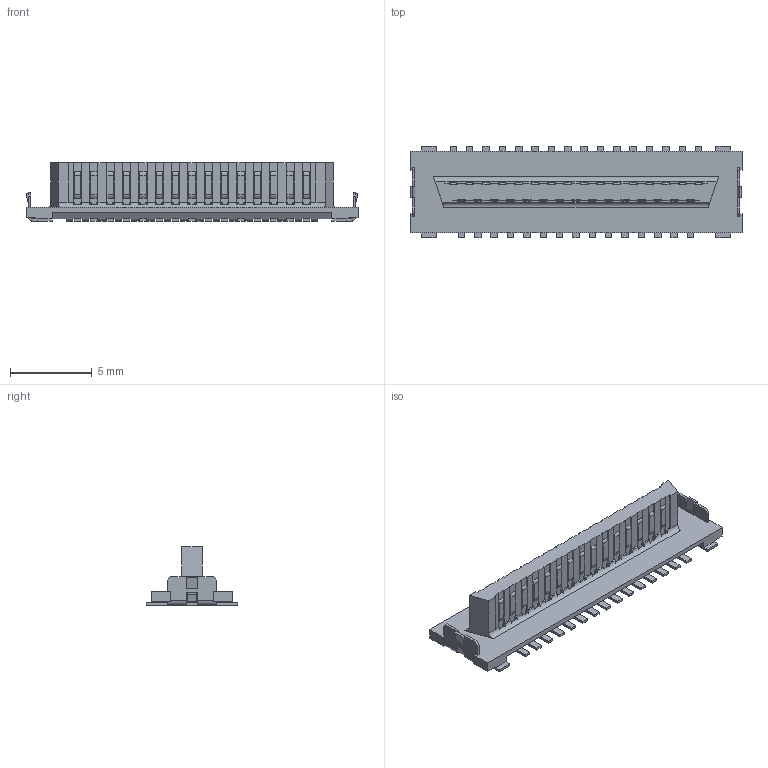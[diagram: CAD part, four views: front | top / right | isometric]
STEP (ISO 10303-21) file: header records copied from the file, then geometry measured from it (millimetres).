
FILE_DESCRIPTION( ('This file contains a STEP AP42 implementation' ,'as created by ZW3D STEP Interface translator.') ,'2;1' );
FILE_NAME( '3640-PXXX-008XXR01.stp' ,'23 330.16 352', (''), ('ZWCAD Software Co.'), 'Version 1.0', 'ZW3D to STEP translator', '' );
FILE_SCHEMA(('AUTOMOTIVE_DESIGN { 1 0 10303 214 1 1 1 1 }'));
Length unit declared in the file: millimetre
Products named in the file (2): 0; 3640-PXXX-008XXR01
Bounding box: 20.3 x 5.6 x 3.6 mm (x, y, z)
Volume: 112.8 mm3; surface area: 481.8 mm2
Topology: 1 solids, 1 shells, 972 faces, 2872 edges, 1864 vertices
Faces by surface type: plane 838, cylinder 134
Entity records: 40538 total; most frequent: CARTESIAN_POINT 17727, ORIENTED_EDGE 5744, EDGE_CURVE 2872, DIRECTION 2668, B_SPLINE_CURVE_WITH_KNOTS 2154, VERTEX_POINT 1864, EDGE_LOOP 1066, AXIS2_PLACEMENT_3D 977
